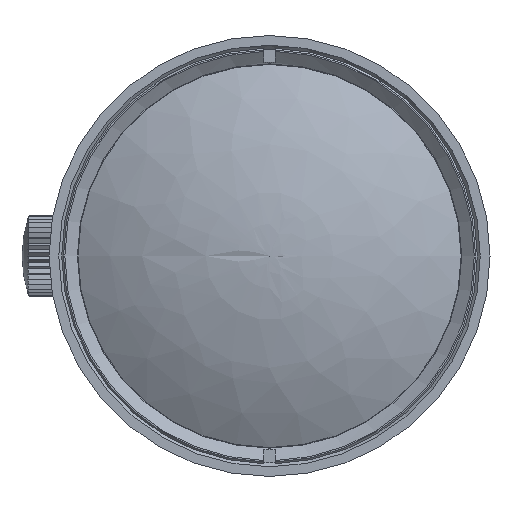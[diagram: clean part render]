
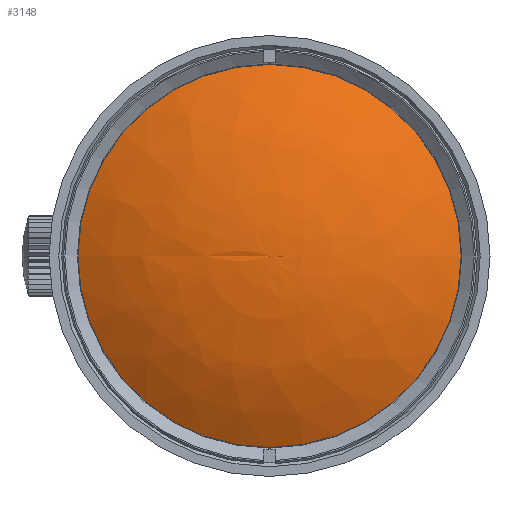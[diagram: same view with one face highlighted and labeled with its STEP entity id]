
A CAD part, left-side view. The second image highlights one B-rep face of the part: STEP entity #3148.
In plain terms, the highlighted face is a revolution surface.
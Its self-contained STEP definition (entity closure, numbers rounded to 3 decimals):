
#117=SURFACE_OF_REVOLUTION('',#442,#119);
#119=AXIS1_PLACEMENT('',#18885,#14795);
#123=VERTEX_LOOP('',#8943);
#442=B_SPLINE_CURVE_WITH_KNOTS('',3,(#18880,#18881,#18882,#18883,#18884),
 .UNSPECIFIED.,.F.,.F.,(4,1,4),(0.,0.515,1.),.UNSPECIFIED.);
#3148=ADVANCED_FACE('',(#3727,#3728),#117,.F.);
#3727=FACE_BOUND('',#123,.T.);
#3728=FACE_BOUND('',#4404,.T.);
#4404=EDGE_LOOP('',(#6805));
#6805=ORIENTED_EDGE('',*,*,#10696,.F.);
#8943=VERTEX_POINT('',#18877);
#8944=VERTEX_POINT('',#18879);
#10696=EDGE_CURVE('',#8944,#8944,#11781,.T.);
#11781=CIRCLE('',#12604,16.204);
#12604=AXIS2_PLACEMENT_3D('',#18878,#14793,#14794);
#14793=DIRECTION('',(1.,0.,0.));
#14794=DIRECTION('',(0.,0.,1.));
#14795=DIRECTION('',(-1.,0.,0.));
#18877=CARTESIAN_POINT('',(-58.502,0.,0.));
#18878=CARTESIAN_POINT('',(-54.232,0.,0.));
#18879=CARTESIAN_POINT('',(-54.232,0.,16.204));
#18880=CARTESIAN_POINT('',(-58.502,0.,0.));
#18881=CARTESIAN_POINT('',(-58.502,2.779,0.));
#18882=CARTESIAN_POINT('',(-57.827,8.181,0.));
#18883=CARTESIAN_POINT('',(-55.719,13.582,0.));
#18884=CARTESIAN_POINT('',(-54.232,16.204,0.));
#18885=CARTESIAN_POINT('',(-58.502,0.,0.));
